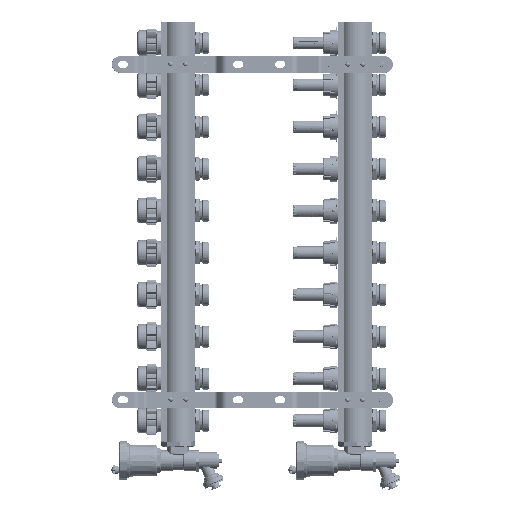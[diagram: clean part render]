
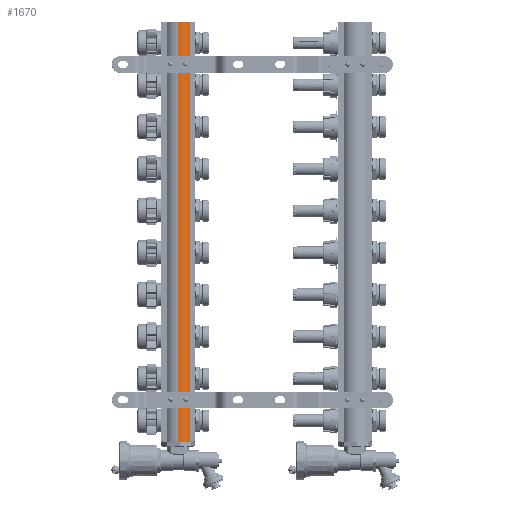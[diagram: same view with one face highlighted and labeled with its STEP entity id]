
A CAD part, left-side view. The second image highlights one B-rep face of the part: STEP entity #1670.
In plain terms, the highlighted cylindrical face has radius 18.2 mm (diameter 36.4 mm), a partial arc.
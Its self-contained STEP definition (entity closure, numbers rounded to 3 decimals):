
#1209 = FACE_OUTER_BOUND ( 'NONE', #18271, .T. ) ;
#1670 = ADVANCED_FACE ( 'NONE', ( #1209 ), #7351, .T. ) ;
#5859 = DIRECTION ( 'NONE',  ( 0., 0., -1. ) ) ;
#6423 = EDGE_CURVE ( 'NONE', #99745, #102599, #97980, .T. ) ;
#7351 = CYLINDRICAL_SURFACE ( 'NONE', #50100, 18.2 ) ;
#7965 = LINE ( 'NONE', #33926, #88884 ) ;
#9033 = AXIS2_PLACEMENT_3D ( 'NONE', #80748, #104693, #96604 ) ;
#12324 = EDGE_CURVE ( 'NONE', #19644, #45708, #44171, .T. ) ;
#14002 = CARTESIAN_POINT ( 'NONE',  ( -12., -13.684, 500. ) ) ;
#15548 = AXIS2_PLACEMENT_3D ( 'NONE', #103535, #15630, #40016 ) ;
#15630 = DIRECTION ( 'NONE',  ( 0., 0., 1. ) ) ;
#18271 = EDGE_LOOP ( 'NONE', ( #43995, #30225, #58427, #76853 ) ) ;
#19644 = VERTEX_POINT ( 'NONE', #103560 ) ;
#27623 = EDGE_CURVE ( 'NONE', #99745, #19644, #85951, .T. ) ;
#30225 = ORIENTED_EDGE ( 'NONE', *, *, #27623, .T. ) ;
#33926 = CARTESIAN_POINT ( 'NONE',  ( -12., -13.684, 500. ) ) ;
#40016 = DIRECTION ( 'NONE',  ( 1., 0., 0. ) ) ;
#42985 = VECTOR ( 'NONE', #5859, 1000. ) ;
#43995 = ORIENTED_EDGE ( 'NONE', *, *, #6423, .F. ) ;
#44171 = CIRCLE ( 'NONE', #15548, 18.2 ) ;
#45708 = VERTEX_POINT ( 'NONE', #63750 ) ;
#50100 = AXIS2_PLACEMENT_3D ( 'NONE', #99412, #59550, #51049 ) ;
#51049 = DIRECTION ( 'NONE',  ( -1., 0., 0. ) ) ;
#54707 = CARTESIAN_POINT ( 'NONE',  ( -18.2, 0., 500. ) ) ;
#58427 = ORIENTED_EDGE ( 'NONE', *, *, #12324, .T. ) ;
#59550 = DIRECTION ( 'NONE',  ( 0., 0., -1. ) ) ;
#63750 = CARTESIAN_POINT ( 'NONE',  ( -12., -13.684, 0. ) ) ;
#67071 = DIRECTION ( 'NONE',  ( 0., 0., -1. ) ) ;
#74801 = CARTESIAN_POINT ( 'NONE',  ( -18.2, 0., 500. ) ) ;
#76853 = ORIENTED_EDGE ( 'NONE', *, *, #84366, .F. ) ;
#80748 = CARTESIAN_POINT ( 'NONE',  ( 0., 0., 500. ) ) ;
#84366 = EDGE_CURVE ( 'NONE', #102599, #45708, #7965, .T. ) ;
#85951 = LINE ( 'NONE', #54707, #42985 ) ;
#88884 = VECTOR ( 'NONE', #67071, 1000. ) ;
#96604 = DIRECTION ( 'NONE',  ( 1., 0., 0. ) ) ;
#97980 = CIRCLE ( 'NONE', #9033, 18.2 ) ;
#99412 = CARTESIAN_POINT ( 'NONE',  ( 0., 0., 500. ) ) ;
#99745 = VERTEX_POINT ( 'NONE', #74801 ) ;
#102599 = VERTEX_POINT ( 'NONE', #14002 ) ;
#103535 = CARTESIAN_POINT ( 'NONE',  ( 0., 0., 0. ) ) ;
#103560 = CARTESIAN_POINT ( 'NONE',  ( -18.2, 0., 0. ) ) ;
#104693 = DIRECTION ( 'NONE',  ( 0., 0., 1. ) ) ;
